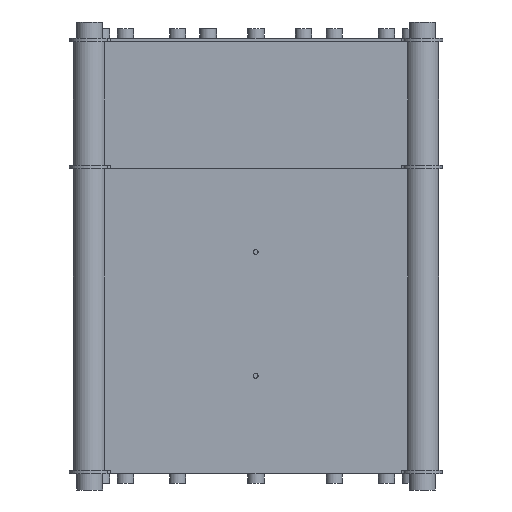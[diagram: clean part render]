
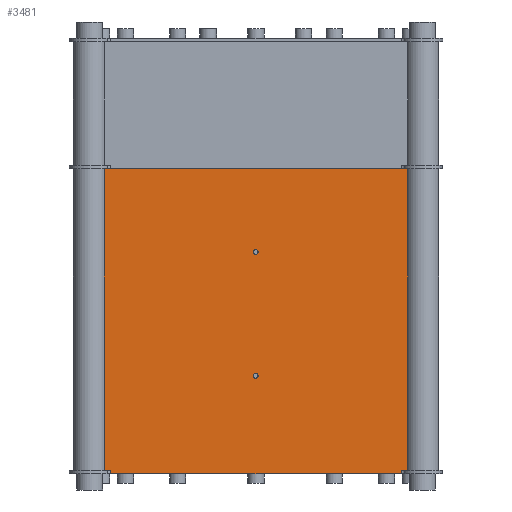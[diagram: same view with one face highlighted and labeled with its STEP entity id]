
A CAD part, front view. The second image highlights one B-rep face of the part: STEP entity #3481.
In plain terms, the highlighted planar face has unit normal (0, -1, 0).
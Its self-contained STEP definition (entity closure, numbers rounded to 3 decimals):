
#222 = CARTESIAN_POINT ( 'NONE',  ( 96.732, -70.619, -155.877 ) ) ;
#327 = VECTOR ( 'NONE', #963, 1000. ) ;
#440 = EDGE_CURVE ( 'NONE', #9516, #17976, #14307, .T. ) ;
#656 = ORIENTED_EDGE ( 'NONE', *, *, #13336, .F. ) ;
#667 = ORIENTED_EDGE ( 'NONE', *, *, #17146, .F. ) ;
#963 = DIRECTION ( 'NONE',  ( 0., 0., 1. ) ) ;
#1026 = CARTESIAN_POINT ( 'NONE',  ( 100.765, -70.619, -155.877 ) ) ;
#1138 = EDGE_CURVE ( 'NONE', #7070, #2331, #17387, .T. ) ;
#1386 = CARTESIAN_POINT ( 'NONE',  ( -81.602, -70.619, -155.877 ) ) ;
#1403 = LINE ( 'NONE', #5105, #3583 ) ;
#1457 = VECTOR ( 'NONE', #3303, 1000. ) ;
#1583 = DIRECTION ( 'NONE',  ( -1., 0., 0. ) ) ;
#1773 = EDGE_LOOP ( 'NONE', ( #7478, #7352 ) ) ;
#1838 = VECTOR ( 'NONE', #18989, 1000. ) ;
#1940 = CARTESIAN_POINT ( 'NONE',  ( 96.732, -70.619, -157.877 ) ) ;
#2070 = PLANE ( 'NONE',  #15045 ) ;
#2220 = AXIS2_PLACEMENT_3D ( 'NONE', #10051, #9791, #5276 ) ;
#2293 = CARTESIAN_POINT ( 'NONE',  ( 100.765, -70.619, -155.877 ) ) ;
#2331 = VERTEX_POINT ( 'NONE', #12483 ) ;
#3120 = LINE ( 'NONE', #18431, #20057 ) ;
#3238 = CARTESIAN_POINT ( 'NONE',  ( -81.602, -70.619, -157.877 ) ) ;
#3297 = CARTESIAN_POINT ( 'NONE',  ( 7.315, -70.619, -23.377 ) ) ;
#3303 = DIRECTION ( 'NONE',  ( 0., 0., 1. ) ) ;
#3311 = CARTESIAN_POINT ( 'NONE',  ( -85.635, -70.619, -155.877 ) ) ;
#3481 = ADVANCED_FACE ( 'NONE', ( #19261, #14432, #16119 ), #2070, .F. ) ;
#3583 = VECTOR ( 'NONE', #5312, 1000. ) ;
#3852 = CARTESIAN_POINT ( 'NONE',  ( -81.602, -70.619, -157.877 ) ) ;
#4470 = AXIS2_PLACEMENT_3D ( 'NONE', #18325, #7674, #17026 ) ;
#4629 = VERTEX_POINT ( 'NONE', #16851 ) ;
#5105 = CARTESIAN_POINT ( 'NONE',  ( 96.732, -70.619, -155.877 ) ) ;
#5276 = DIRECTION ( 'NONE',  ( 0., 0., 1. ) ) ;
#5280 = CARTESIAN_POINT ( 'NONE',  ( -81.602, -70.619, 29.123 ) ) ;
#5312 = DIRECTION ( 'NONE',  ( -1., 0., 0. ) ) ;
#5585 = ORIENTED_EDGE ( 'NONE', *, *, #9130, .T. ) ;
#6299 = EDGE_CURVE ( 'NONE', #7554, #2331, #17028, .T. ) ;
#6418 = EDGE_CURVE ( 'NONE', #9629, #18980, #9954, .T. ) ;
#6767 = AXIS2_PLACEMENT_3D ( 'NONE', #15309, #16844, #9103 ) ;
#6813 = EDGE_CURVE ( 'NONE', #15129, #4629, #11177, .T. ) ;
#6934 = VECTOR ( 'NONE', #16100, 1000. ) ;
#7070 = VERTEX_POINT ( 'NONE', #8298 ) ;
#7352 = ORIENTED_EDGE ( 'NONE', *, *, #6418, .F. ) ;
#7478 = ORIENTED_EDGE ( 'NONE', *, *, #15576, .F. ) ;
#7554 = VERTEX_POINT ( 'NONE', #15417 ) ;
#7674 = DIRECTION ( 'NONE',  ( 0., -1., 0. ) ) ;
#7730 = CIRCLE ( 'NONE', #6767, 1.5 ) ;
#7916 = ORIENTED_EDGE ( 'NONE', *, *, #1138, .F. ) ;
#7964 = CARTESIAN_POINT ( 'NONE',  ( 7.315, -70.619, -20.377 ) ) ;
#8298 = CARTESIAN_POINT ( 'NONE',  ( -85.635, -70.619, -155.877 ) ) ;
#8307 = LINE ( 'NONE', #3852, #9766 ) ;
#8477 = EDGE_LOOP ( 'NONE', ( #667, #19386 ) ) ;
#9046 = LINE ( 'NONE', #1940, #1838 ) ;
#9103 = DIRECTION ( 'NONE',  ( 0., 0., 1. ) ) ;
#9130 = EDGE_CURVE ( 'NONE', #9753, #7554, #11453, .T. ) ;
#9361 = VERTEX_POINT ( 'NONE', #222 ) ;
#9516 = VERTEX_POINT ( 'NONE', #10507 ) ;
#9629 = VERTEX_POINT ( 'NONE', #3297 ) ;
#9753 = VERTEX_POINT ( 'NONE', #2293 ) ;
#9766 = VECTOR ( 'NONE', #17852, 1000. ) ;
#9791 = DIRECTION ( 'NONE',  ( 0., -1., 0. ) ) ;
#9929 = EDGE_CURVE ( 'NONE', #17976, #7070, #3120, .T. ) ;
#9954 = CIRCLE ( 'NONE', #16658, 1.5 ) ;
#10051 = CARTESIAN_POINT ( 'NONE',  ( 7.315, -70.619, -97.877 ) ) ;
#10507 = CARTESIAN_POINT ( 'NONE',  ( -81.602, -70.619, -157.877 ) ) ;
#11177 = CIRCLE ( 'NONE', #4470, 1.5 ) ;
#11242 = CARTESIAN_POINT ( 'NONE',  ( 7.315, -70.619, -99.377 ) ) ;
#11453 = LINE ( 'NONE', #1026, #327 ) ;
#11905 = ORIENTED_EDGE ( 'NONE', *, *, #16991, .T. ) ;
#11915 = DIRECTION ( 'NONE',  ( -1., 0., 0. ) ) ;
#12361 = ORIENTED_EDGE ( 'NONE', *, *, #440, .F. ) ;
#12483 = CARTESIAN_POINT ( 'NONE',  ( -85.635, -70.619, 29.123 ) ) ;
#12673 = VERTEX_POINT ( 'NONE', #15115 ) ;
#13086 = CARTESIAN_POINT ( 'NONE',  ( -81.602, -70.619, -155.877 ) ) ;
#13336 = EDGE_CURVE ( 'NONE', #9753, #9361, #1403, .T. ) ;
#13747 = DIRECTION ( 'NONE',  ( 0., 0., 1. ) ) ;
#14307 = LINE ( 'NONE', #3238, #1457 ) ;
#14432 = FACE_BOUND ( 'NONE', #8477, .T. ) ;
#14486 = EDGE_CURVE ( 'NONE', #12673, #9516, #8307, .T. ) ;
#14833 = ORIENTED_EDGE ( 'NONE', *, *, #9929, .F. ) ;
#15045 = AXIS2_PLACEMENT_3D ( 'NONE', #13086, #18976, #17544 ) ;
#15115 = CARTESIAN_POINT ( 'NONE',  ( 96.732, -70.619, -157.877 ) ) ;
#15129 = VERTEX_POINT ( 'NONE', #11242 ) ;
#15184 = ORIENTED_EDGE ( 'NONE', *, *, #14486, .F. ) ;
#15300 = DIRECTION ( 'NONE',  ( 0., -1., 0. ) ) ;
#15309 = CARTESIAN_POINT ( 'NONE',  ( 7.315, -70.619, -21.877 ) ) ;
#15417 = CARTESIAN_POINT ( 'NONE',  ( 100.765, -70.619, 29.123 ) ) ;
#15576 = EDGE_CURVE ( 'NONE', #18980, #9629, #7730, .T. ) ;
#16072 = VECTOR ( 'NONE', #11915, 1000. ) ;
#16100 = DIRECTION ( 'NONE',  ( 0., 0., 1. ) ) ;
#16119 = FACE_OUTER_BOUND ( 'NONE', #19773, .T. ) ;
#16658 = AXIS2_PLACEMENT_3D ( 'NONE', #19815, #15300, #13747 ) ;
#16844 = DIRECTION ( 'NONE',  ( 0., -1., 0. ) ) ;
#16851 = CARTESIAN_POINT ( 'NONE',  ( 7.315, -70.619, -96.377 ) ) ;
#16991 = EDGE_CURVE ( 'NONE', #12673, #9361, #9046, .T. ) ;
#17026 = DIRECTION ( 'NONE',  ( 0., 0., 1. ) ) ;
#17028 = LINE ( 'NONE', #5280, #16072 ) ;
#17146 = EDGE_CURVE ( 'NONE', #4629, #15129, #19020, .T. ) ;
#17387 = LINE ( 'NONE', #3311, #6934 ) ;
#17544 = DIRECTION ( 'NONE',  ( 0., 0., 1. ) ) ;
#17852 = DIRECTION ( 'NONE',  ( -1., 0., 0. ) ) ;
#17976 = VERTEX_POINT ( 'NONE', #1386 ) ;
#18325 = CARTESIAN_POINT ( 'NONE',  ( 7.315, -70.619, -97.877 ) ) ;
#18431 = CARTESIAN_POINT ( 'NONE',  ( 96.732, -70.619, -155.877 ) ) ;
#18976 = DIRECTION ( 'NONE',  ( 0., 1., 0. ) ) ;
#18980 = VERTEX_POINT ( 'NONE', #7964 ) ;
#18989 = DIRECTION ( 'NONE',  ( 0., 0., 1. ) ) ;
#19020 = CIRCLE ( 'NONE', #2220, 1.5 ) ;
#19261 = FACE_BOUND ( 'NONE', #1773, .T. ) ;
#19386 = ORIENTED_EDGE ( 'NONE', *, *, #6813, .F. ) ;
#19773 = EDGE_LOOP ( 'NONE', ( #19952, #7916, #14833, #12361, #15184, #11905, #656, #5585 ) ) ;
#19815 = CARTESIAN_POINT ( 'NONE',  ( 7.315, -70.619, -21.877 ) ) ;
#19952 = ORIENTED_EDGE ( 'NONE', *, *, #6299, .T. ) ;
#20057 = VECTOR ( 'NONE', #1583, 1000. ) ;
